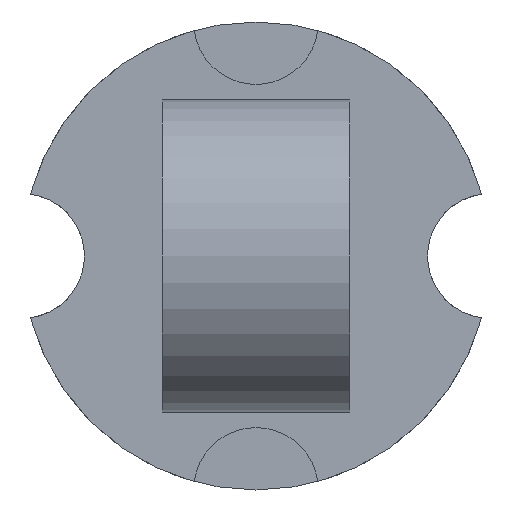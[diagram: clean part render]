
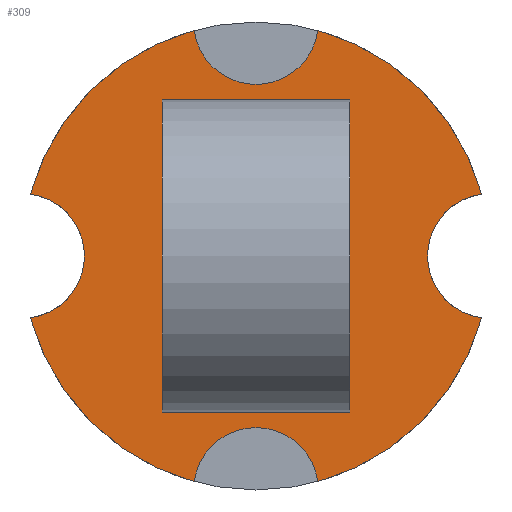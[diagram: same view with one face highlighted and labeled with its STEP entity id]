
A CAD part, front view. The second image highlights one B-rep face of the part: STEP entity #309.
In plain terms, the highlighted planar face has unit normal (0, -1, 0).
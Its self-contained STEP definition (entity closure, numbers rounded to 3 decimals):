
#3 = ORIENTED_EDGE ( 'NONE', *, *, #166, .F. ) ;
#13 = DIRECTION ( 'NONE',  ( 0., 0., 1. ) ) ;
#17 = CARTESIAN_POINT ( 'NONE',  ( 0., 10., -5.5 ) ) ;
#18 = DIRECTION ( 'NONE',  ( 0., 1., 0. ) ) ;
#23 = ORIENTED_EDGE ( 'NONE', *, *, #384, .T. ) ;
#25 = LINE ( 'NONE', #478, #82 ) ;
#41 = EDGE_CURVE ( 'NONE', #417, #404, #786, .T. ) ;
#42 = DIRECTION ( 'NONE',  ( 0., 0., 1. ) ) ;
#53 = CARTESIAN_POINT ( 'NONE',  ( -3., 10., 5. ) ) ;
#63 = CARTESIAN_POINT ( 'NONE',  ( -1.982, 10., 7.233 ) ) ;
#82 = VECTOR ( 'NONE', #793, 1000. ) ;
#91 = CARTESIAN_POINT ( 'NONE',  ( 0., 10., 7.5 ) ) ;
#101 = AXIS2_PLACEMENT_3D ( 'NONE', #911, #826, #588 ) ;
#102 = DIRECTION ( 'NONE',  ( 0., 0., 1. ) ) ;
#123 = VERTEX_POINT ( 'NONE', #576 ) ;
#132 = VERTEX_POINT ( 'NONE', #359 ) ;
#148 = LINE ( 'NONE', #628, #964 ) ;
#156 = PLANE ( 'NONE',  #206 ) ;
#166 = EDGE_CURVE ( 'NONE', #805, #404, #801, .T. ) ;
#171 = EDGE_CURVE ( 'NONE', #440, #132, #369, .T. ) ;
#172 = CARTESIAN_POINT ( 'NONE',  ( -7.233, 10., -1.982 ) ) ;
#181 = VERTEX_POINT ( 'NONE', #298 ) ;
#188 = AXIS2_PLACEMENT_3D ( 'NONE', #840, #685, #919 ) ;
#203 = ORIENTED_EDGE ( 'NONE', *, *, #997, .F. ) ;
#205 = ORIENTED_EDGE ( 'NONE', *, *, #497, .T. ) ;
#206 = AXIS2_PLACEMENT_3D ( 'NONE', #674, #383, #387 ) ;
#220 = EDGE_CURVE ( 'NONE', #181, #552, #646, .T. ) ;
#232 = FACE_OUTER_BOUND ( 'NONE', #1007, .T. ) ;
#234 = EDGE_LOOP ( 'NONE', ( #205, #785, #432, #1000 ) ) ;
#281 = ORIENTED_EDGE ( 'NONE', *, *, #342, .T. ) ;
#287 = EDGE_CURVE ( 'NONE', #181, #132, #346, .T. ) ;
#298 = CARTESIAN_POINT ( 'NONE',  ( 7.233, 10., -1.982 ) ) ;
#309 = ADVANCED_FACE ( 'NONE', ( #232, #694 ), #156, .F. ) ;
#322 = DIRECTION ( 'NONE',  ( 0., 0., 1. ) ) ;
#324 = AXIS2_PLACEMENT_3D ( 'NONE', #91, #711, #13 ) ;
#332 = CARTESIAN_POINT ( 'NONE',  ( -1.982, 10., -7.233 ) ) ;
#334 = EDGE_CURVE ( 'NONE', #741, #339, #621, .T. ) ;
#339 = VERTEX_POINT ( 'NONE', #679 ) ;
#342 = EDGE_CURVE ( 'NONE', #996, #552, #482, .T. ) ;
#346 = CIRCLE ( 'NONE', #463, 2. ) ;
#359 = CARTESIAN_POINT ( 'NONE',  ( 7.233, 10., 1.982 ) ) ;
#363 = CARTESIAN_POINT ( 'NONE',  ( 0., 10., 0. ) ) ;
#369 = CIRCLE ( 'NONE', #101, 7.5 ) ;
#381 = DIRECTION ( 'NONE',  ( 0., 1., 0. ) ) ;
#383 = DIRECTION ( 'NONE',  ( 0., 1., 0. ) ) ;
#384 = EDGE_CURVE ( 'NONE', #805, #996, #392, .T. ) ;
#387 = DIRECTION ( 'NONE',  ( 0., 0., 1. ) ) ;
#389 = VERTEX_POINT ( 'NONE', #63 ) ;
#392 = CIRCLE ( 'NONE', #624, 2. ) ;
#401 = DIRECTION ( 'NONE',  ( 0., 0., -1. ) ) ;
#404 = VERTEX_POINT ( 'NONE', #172 ) ;
#413 = AXIS2_PLACEMENT_3D ( 'NONE', #363, #896, #976 ) ;
#417 = VERTEX_POINT ( 'NONE', #936 ) ;
#432 = ORIENTED_EDGE ( 'NONE', *, *, #334, .T. ) ;
#435 = ORIENTED_EDGE ( 'NONE', *, *, #287, .T. ) ;
#440 = VERTEX_POINT ( 'NONE', #865 ) ;
#452 = DIRECTION ( 'NONE',  ( 1., 0., 0. ) ) ;
#463 = AXIS2_PLACEMENT_3D ( 'NONE', #466, #381, #689 ) ;
#466 = CARTESIAN_POINT ( 'NONE',  ( 7.5, 10., 0. ) ) ;
#471 = CARTESIAN_POINT ( 'NONE',  ( 0., 10., -7.5 ) ) ;
#478 = CARTESIAN_POINT ( 'NONE',  ( -3., 10., -5. ) ) ;
#482 = CIRCLE ( 'NONE', #188, 2. ) ;
#483 = ORIENTED_EDGE ( 'NONE', *, *, #171, .F. ) ;
#489 = CARTESIAN_POINT ( 'NONE',  ( -7.5, 10., 0. ) ) ;
#492 = VECTOR ( 'NONE', #452, 1000. ) ;
#497 = EDGE_CURVE ( 'NONE', #123, #829, #25, .T. ) ;
#527 = ORIENTED_EDGE ( 'NONE', *, *, #581, .T. ) ;
#552 = VERTEX_POINT ( 'NONE', #790 ) ;
#571 = CARTESIAN_POINT ( 'NONE',  ( 0., 10., 0. ) ) ;
#576 = CARTESIAN_POINT ( 'NONE',  ( 3., 10., -5. ) ) ;
#581 = EDGE_CURVE ( 'NONE', #440, #389, #720, .T. ) ;
#588 = DIRECTION ( 'NONE',  ( 0., 0., 1. ) ) ;
#590 = DIRECTION ( 'NONE',  ( 0., 1., 0. ) ) ;
#617 = VECTOR ( 'NONE', #782, 1000. ) ;
#621 = LINE ( 'NONE', #917, #492 ) ;
#624 = AXIS2_PLACEMENT_3D ( 'NONE', #471, #855, #322 ) ;
#628 = CARTESIAN_POINT ( 'NONE',  ( 3., 10., -5. ) ) ;
#646 = CIRCLE ( 'NONE', #1011, 7.5 ) ;
#674 = CARTESIAN_POINT ( 'NONE',  ( 0., 10., 0. ) ) ;
#679 = CARTESIAN_POINT ( 'NONE',  ( 3., 10., 5. ) ) ;
#685 = DIRECTION ( 'NONE',  ( 0., 1., 0. ) ) ;
#689 = DIRECTION ( 'NONE',  ( 0., 0., 1. ) ) ;
#694 = FACE_BOUND ( 'NONE', #234, .T. ) ;
#706 = DIRECTION ( 'NONE',  ( 0., 0., 1. ) ) ;
#711 = DIRECTION ( 'NONE',  ( 0., 1., 0. ) ) ;
#720 = CIRCLE ( 'NONE', #324, 2. ) ;
#741 = VERTEX_POINT ( 'NONE', #53 ) ;
#774 = ORIENTED_EDGE ( 'NONE', *, *, #220, .F. ) ;
#777 = CARTESIAN_POINT ( 'NONE',  ( -3., 10., -5. ) ) ;
#782 = DIRECTION ( 'NONE',  ( 0., 0., 1. ) ) ;
#785 = ORIENTED_EDGE ( 'NONE', *, *, #860, .T. ) ;
#786 = CIRCLE ( 'NONE', #992, 2. ) ;
#790 = CARTESIAN_POINT ( 'NONE',  ( 1.982, 10., -7.233 ) ) ;
#793 = DIRECTION ( 'NONE',  ( -1., 0., 0. ) ) ;
#798 = DIRECTION ( 'NONE',  ( 0., 1., 0. ) ) ;
#801 = CIRCLE ( 'NONE', #413, 7.5 ) ;
#805 = VERTEX_POINT ( 'NONE', #332 ) ;
#825 = EDGE_CURVE ( 'NONE', #339, #123, #148, .T. ) ;
#826 = DIRECTION ( 'NONE',  ( 0., 1., 0. ) ) ;
#827 = LINE ( 'NONE', #777, #617 ) ;
#829 = VERTEX_POINT ( 'NONE', #948 ) ;
#833 = CARTESIAN_POINT ( 'NONE',  ( 0., 10., 0. ) ) ;
#840 = CARTESIAN_POINT ( 'NONE',  ( 0., 10., -7.5 ) ) ;
#855 = DIRECTION ( 'NONE',  ( 0., 1., 0. ) ) ;
#860 = EDGE_CURVE ( 'NONE', #829, #741, #827, .T. ) ;
#865 = CARTESIAN_POINT ( 'NONE',  ( 1.982, 10., 7.233 ) ) ;
#890 = ORIENTED_EDGE ( 'NONE', *, *, #41, .T. ) ;
#896 = DIRECTION ( 'NONE',  ( 0., 1., 0. ) ) ;
#908 = AXIS2_PLACEMENT_3D ( 'NONE', #571, #798, #102 ) ;
#911 = CARTESIAN_POINT ( 'NONE',  ( 0., 10., 0. ) ) ;
#917 = CARTESIAN_POINT ( 'NONE',  ( -3., 10., 5. ) ) ;
#919 = DIRECTION ( 'NONE',  ( 0., 0., 1. ) ) ;
#936 = CARTESIAN_POINT ( 'NONE',  ( -7.233, 10., 1.982 ) ) ;
#938 = CIRCLE ( 'NONE', #908, 7.5 ) ;
#948 = CARTESIAN_POINT ( 'NONE',  ( -3., 10., -5. ) ) ;
#964 = VECTOR ( 'NONE', #401, 1000. ) ;
#976 = DIRECTION ( 'NONE',  ( 0., 0., 1. ) ) ;
#992 = AXIS2_PLACEMENT_3D ( 'NONE', #489, #18, #706 ) ;
#996 = VERTEX_POINT ( 'NONE', #17 ) ;
#997 = EDGE_CURVE ( 'NONE', #417, #389, #938, .T. ) ;
#1000 = ORIENTED_EDGE ( 'NONE', *, *, #825, .T. ) ;
#1007 = EDGE_LOOP ( 'NONE', ( #203, #890, #3, #23, #281, #774, #435, #483, #527 ) ) ;
#1011 = AXIS2_PLACEMENT_3D ( 'NONE', #833, #590, #42 ) ;
